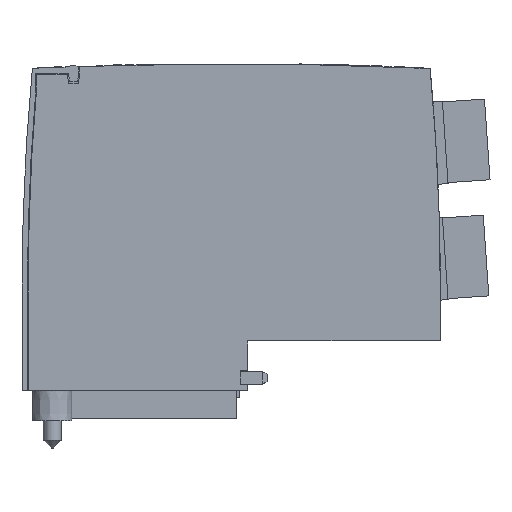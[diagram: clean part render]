
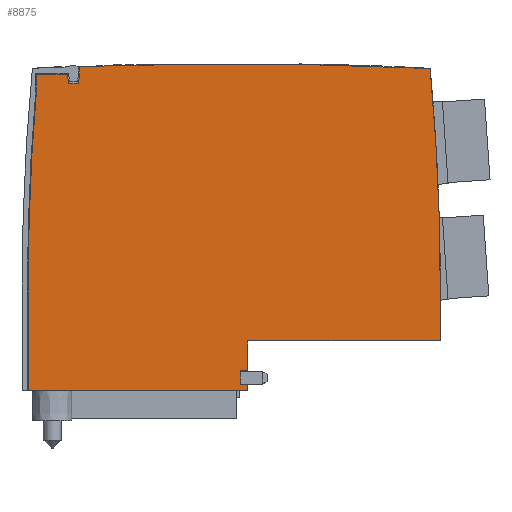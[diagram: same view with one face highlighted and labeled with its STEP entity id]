
A CAD part, left-side view. The second image highlights one B-rep face of the part: STEP entity #8875.
In plain terms, the highlighted planar face has unit normal (-1, 0, 0).
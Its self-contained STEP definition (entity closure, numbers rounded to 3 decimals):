
#6814=CIRCLE('',#40410,390.2);
#6815=CIRCLE('',#40411,750.);
#6816=CIRCLE('',#40412,390.5);
#8875=ADVANCED_FACE('',(#12091),#10768,.F.);
#10768=PLANE('',#40413);
#12091=FACE_OUTER_BOUND('',#13885,.T.);
#13885=EDGE_LOOP('',(#16041,#16042,#16043,#16044,#16045,#16046,#16047,#16048,
#16049,#16050,#16051,#16052,#16053,#16054,#16055,#16056,#16057,#16058,#16059));
#16041=ORIENTED_EDGE('',*,*,#28177,.T.);
#16042=ORIENTED_EDGE('',*,*,#28178,.F.);
#16043=ORIENTED_EDGE('',*,*,#28179,.F.);
#16044=ORIENTED_EDGE('',*,*,#28180,.F.);
#16045=ORIENTED_EDGE('',*,*,#28181,.F.);
#16046=ORIENTED_EDGE('',*,*,#28182,.F.);
#16047=ORIENTED_EDGE('',*,*,#28183,.F.);
#16048=ORIENTED_EDGE('',*,*,#28184,.F.);
#16049=ORIENTED_EDGE('',*,*,#28185,.F.);
#16050=ORIENTED_EDGE('',*,*,#28186,.F.);
#16051=ORIENTED_EDGE('',*,*,#28187,.F.);
#16052=ORIENTED_EDGE('',*,*,#28188,.F.);
#16053=ORIENTED_EDGE('',*,*,#28189,.F.);
#16054=ORIENTED_EDGE('',*,*,#28190,.T.);
#16055=ORIENTED_EDGE('',*,*,#28191,.T.);
#16056=ORIENTED_EDGE('',*,*,#28192,.T.);
#16057=ORIENTED_EDGE('',*,*,#28193,.T.);
#16058=ORIENTED_EDGE('',*,*,#28194,.T.);
#16059=ORIENTED_EDGE('',*,*,#28195,.T.);
#25177=VERTEX_POINT('',#51205);
#25178=VERTEX_POINT('',#51206);
#25179=VERTEX_POINT('',#51208);
#25180=VERTEX_POINT('',#51210);
#25181=VERTEX_POINT('',#51212);
#25182=VERTEX_POINT('',#51214);
#25183=VERTEX_POINT('',#51216);
#25184=VERTEX_POINT('',#51218);
#25185=VERTEX_POINT('',#51220);
#25186=VERTEX_POINT('',#51222);
#25187=VERTEX_POINT('',#51224);
#25188=VERTEX_POINT('',#51226);
#25189=VERTEX_POINT('',#51228);
#25190=VERTEX_POINT('',#51230);
#25191=VERTEX_POINT('',#51232);
#25192=VERTEX_POINT('',#51234);
#25193=VERTEX_POINT('',#51236);
#25194=VERTEX_POINT('',#51238);
#25195=VERTEX_POINT('',#51240);
#28177=EDGE_CURVE('',#25177,#25178,#32748,.T.);
#28178=EDGE_CURVE('',#25179,#25178,#32749,.T.);
#28179=EDGE_CURVE('',#25180,#25179,#32750,.T.);
#28180=EDGE_CURVE('',#25181,#25180,#32751,.T.);
#28181=EDGE_CURVE('',#25182,#25181,#32752,.T.);
#28182=EDGE_CURVE('',#25183,#25182,#32753,.T.);
#28183=EDGE_CURVE('',#25184,#25183,#32754,.T.);
#28184=EDGE_CURVE('',#25185,#25184,#32755,.T.);
#28185=EDGE_CURVE('',#25186,#25185,#32756,.T.);
#28186=EDGE_CURVE('',#25187,#25186,#32757,.T.);
#28187=EDGE_CURVE('',#25188,#25187,#6814,.T.);
#28188=EDGE_CURVE('',#25189,#25188,#6815,.T.);
#28189=EDGE_CURVE('',#25190,#25189,#32758,.T.);
#28190=EDGE_CURVE('',#25190,#25191,#32759,.T.);
#28191=EDGE_CURVE('',#25191,#25192,#32760,.T.);
#28192=EDGE_CURVE('',#25192,#25193,#32761,.T.);
#28193=EDGE_CURVE('',#25193,#25194,#32762,.T.);
#28194=EDGE_CURVE('',#25194,#25195,#32763,.T.);
#28195=EDGE_CURVE('',#25195,#25177,#6816,.T.);
#32748=LINE('',#51204,#35878);
#32749=LINE('',#51207,#35879);
#32750=LINE('',#51209,#35880);
#32751=LINE('',#51211,#35881);
#32752=LINE('',#51213,#35882);
#32753=LINE('',#51215,#35883);
#32754=LINE('',#51217,#35884);
#32755=LINE('',#51219,#35885);
#32756=LINE('',#51221,#35886);
#32757=LINE('',#51223,#35887);
#32758=LINE('',#51229,#35888);
#32759=LINE('',#51231,#35889);
#32760=LINE('',#51233,#35890);
#32761=LINE('',#51235,#35891);
#32762=LINE('',#51237,#35892);
#32763=LINE('',#51239,#35893);
#35878=VECTOR('',#42889,1.);
#35879=VECTOR('',#42890,1.);
#35880=VECTOR('',#42891,1.);
#35881=VECTOR('',#42892,1.);
#35882=VECTOR('',#42893,1.);
#35883=VECTOR('',#42894,1.);
#35884=VECTOR('',#42895,1.);
#35885=VECTOR('',#42896,1.);
#35886=VECTOR('',#42897,1.);
#35887=VECTOR('',#42898,1.);
#35888=VECTOR('',#42903,1.);
#35889=VECTOR('',#42904,1.);
#35890=VECTOR('',#42905,1.);
#35891=VECTOR('',#42906,1.);
#35892=VECTOR('',#42907,1.);
#35893=VECTOR('',#42908,1.);
#40410=AXIS2_PLACEMENT_3D('',#51225,#42899,#42900);
#40411=AXIS2_PLACEMENT_3D('',#51227,#42901,#42902);
#40412=AXIS2_PLACEMENT_3D('',#51241,#42909,#42910);
#40413=AXIS2_PLACEMENT_3D('',#51242,#42911,#42912);
#42889=DIRECTION('',(0.,0.,-1.));
#42890=DIRECTION('',(0.,0.,1.));
#42891=DIRECTION('',(0.,1.,0.));
#42892=DIRECTION('',(0.,0.,-1.));
#42893=DIRECTION('',(0.,-1.,0.));
#42894=DIRECTION('',(0.,0.,-1.));
#42895=DIRECTION('',(0.,1.,0.));
#42896=DIRECTION('',(0.,0.,-1.));
#42897=DIRECTION('',(0.,1.,0.));
#42898=DIRECTION('',(0.,0.,-1.));
#42899=DIRECTION('',(1.,0.,0.));
#42900=DIRECTION('',(0.,0.,1.));
#42901=DIRECTION('',(1.,0.,0.));
#42902=DIRECTION('',(0.,0.,1.));
#42903=DIRECTION('',(0.,0.,1.));
#42904=DIRECTION('',(0.,0.174,-0.985));
#42905=DIRECTION('',(0.,1.,0.));
#42906=DIRECTION('',(0.,0.174,0.985));
#42907=DIRECTION('',(0.,1.,0.));
#42908=DIRECTION('',(0.,0.,-1.));
#42909=DIRECTION('',(-1.,0.,0.));
#42910=DIRECTION('',(0.,0.,-1.));
#42911=DIRECTION('',(1.,0.,0.));
#42912=DIRECTION('',(0.,0.,-1.));
#51204=CARTESIAN_POINT('',(-30.11,36.272,29.7));
#51205=CARTESIAN_POINT('',(-30.11,36.272,30.048));
#51206=CARTESIAN_POINT('',(-30.11,36.272,13.));
#51207=CARTESIAN_POINT('',(-30.11,36.272,10.2));
#51208=CARTESIAN_POINT('',(-30.11,36.272,12.9));
#51209=CARTESIAN_POINT('',(-30.11,-0.128,12.9));
#51210=CARTESIAN_POINT('',(-30.11,-0.128,12.9));
#51211=CARTESIAN_POINT('',(-30.11,-0.128,21.1));
#51212=CARTESIAN_POINT('',(-30.11,-0.128,13.9));
#51213=CARTESIAN_POINT('',(-30.11,-353.7,13.9));
#51214=CARTESIAN_POINT('',(-30.11,1.047,13.9));
#51215=CARTESIAN_POINT('',(-30.11,1.047,29.7));
#51216=CARTESIAN_POINT('',(-30.11,1.047,16.19));
#51217=CARTESIAN_POINT('',(-30.11,-353.7,16.19));
#51218=CARTESIAN_POINT('',(-30.11,-0.128,16.19));
#51219=CARTESIAN_POINT('',(-30.11,-0.128,21.1));
#51220=CARTESIAN_POINT('',(-30.11,-0.128,21.1));
#51221=CARTESIAN_POINT('',(-30.11,-32.028,21.1));
#51222=CARTESIAN_POINT('',(-30.11,-32.028,21.1));
#51223=CARTESIAN_POINT('',(-30.11,-32.028,30.001));
#51224=CARTESIAN_POINT('',(-30.11,-32.028,30.001));
#51225=CARTESIAN_POINT('',(-30.11,358.172,30.001));
#51226=CARTESIAN_POINT('',(-30.11,-30.339,66.26));
#51227=CARTESIAN_POINT('',(-30.11,2.972,-683.));
#51228=CARTESIAN_POINT('',(-30.11,27.754,66.59));
#51229=CARTESIAN_POINT('',(-30.11,27.754,66.222));
#51230=CARTESIAN_POINT('',(-30.11,27.754,65.141));
#51231=CARTESIAN_POINT('',(-30.11,27.99,63.799));
#51232=CARTESIAN_POINT('',(-30.11,27.99,63.799));
#51233=CARTESIAN_POINT('',(-30.11,29.54,63.799));
#51234=CARTESIAN_POINT('',(-30.11,29.54,63.799));
#51235=CARTESIAN_POINT('',(-30.11,29.805,65.299));
#51236=CARTESIAN_POINT('',(-30.11,29.805,65.299));
#51237=CARTESIAN_POINT('',(-30.11,34.883,65.299));
#51238=CARTESIAN_POINT('',(-30.11,34.883,65.299));
#51239=CARTESIAN_POINT('',(-30.11,34.883,63.014));
#51240=CARTESIAN_POINT('',(-30.11,34.883,63.014));
#51241=CARTESIAN_POINT('',(-30.11,-354.228,30.1));
#51242=CARTESIAN_POINT('',(-30.11,-353.7,29.7));
